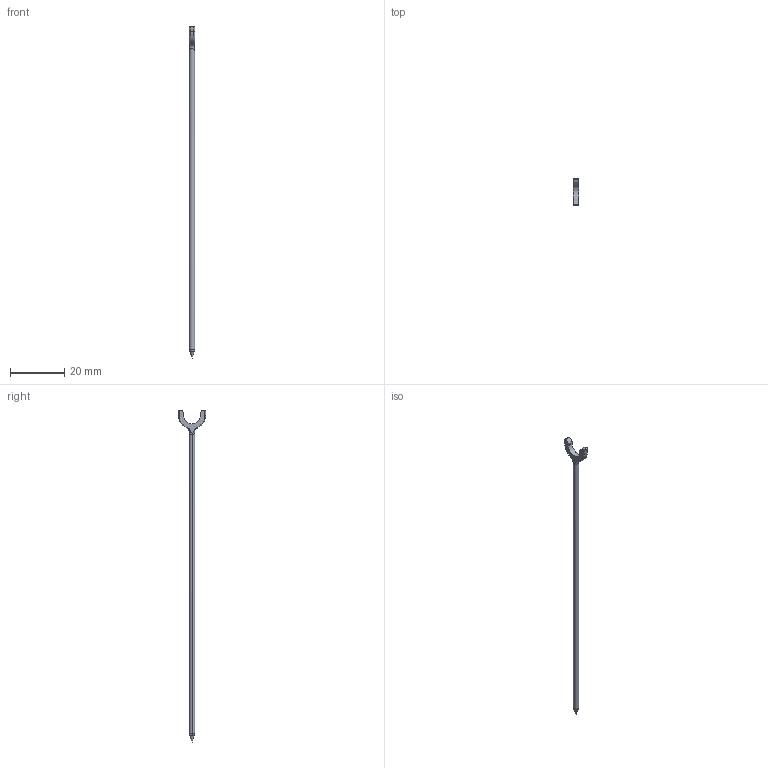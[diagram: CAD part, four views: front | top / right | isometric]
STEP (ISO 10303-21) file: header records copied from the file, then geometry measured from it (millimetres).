
FILE_DESCRIPTION(('CATIA V5 STEP Exchange'),'2;1');
FILE_NAME('holder.stp','2023-08-21T12:22:33+00:00',('none'),('none'),'CATIA Version 5 Release 20 GA (IN-10)','CATIA V5 STEP AP203','none');
FILE_SCHEMA(('CONFIG_CONTROL_DESIGN'));
Length unit declared in the file: millimetre
Products named in the file (1): holder
Bounding box: 2 x 10 x 121.97 mm (x, y, z)
Volume: 421 mm3; surface area: 842.6 mm2
Topology: 1 solids, 1 shells, 37 faces, 88 edges, 47 vertices
Faces by surface type: cylinder 13, bspline 10, plane 8, torus 4, cone 2
Entity records: 2105 total; most frequent: CARTESIAN_POINT 1345, ORIENTED_EDGE 164, DIRECTION 108, EDGE_CURVE 82, AXIS2_PLACEMENT_3D 53, VERTEX_POINT 47, ADVANCED_FACE 37, EDGE_LOOP 37
